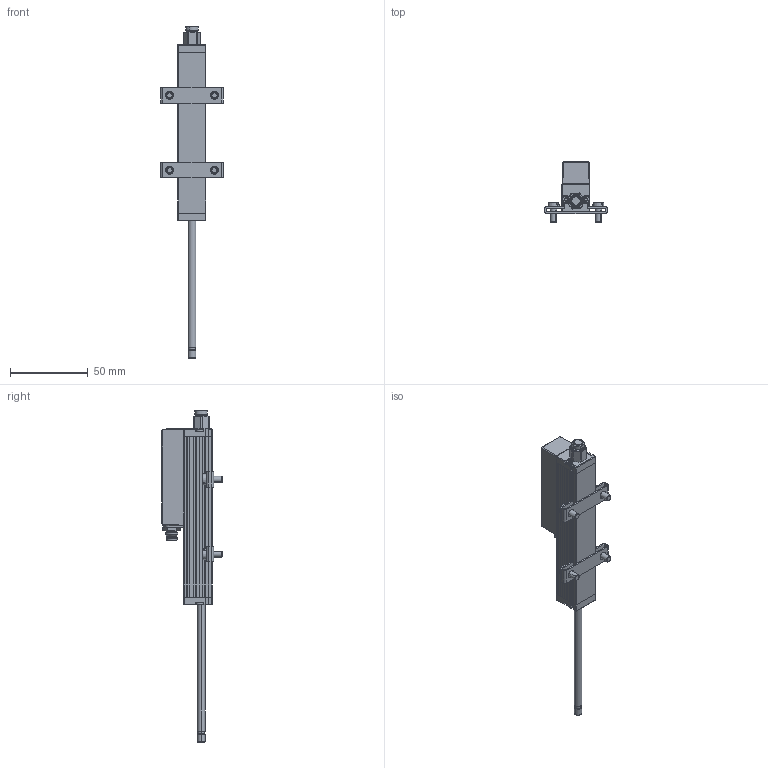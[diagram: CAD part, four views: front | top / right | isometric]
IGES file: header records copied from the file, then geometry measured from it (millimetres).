
Start section: SolidWorks IGES file using analytic representation for surfaces
Global section: file name: TE1-0075-101-411-101_eingefahren.IGS; native system: SolidWorks 2013; preprocessor: SolidWorks 2013; author: widmaier; date: 140219.075552; units: millimetre
Bounding box: 40.19 x 38.85 x 213 mm (x, y, z)
Surface area: 19908 mm2 (no closed solid volume)
Topology: 0 solids, 0 shells, 527 faces, 4913 edges, 4905 vertices
Faces by surface type: bspline 270, revolution 257
